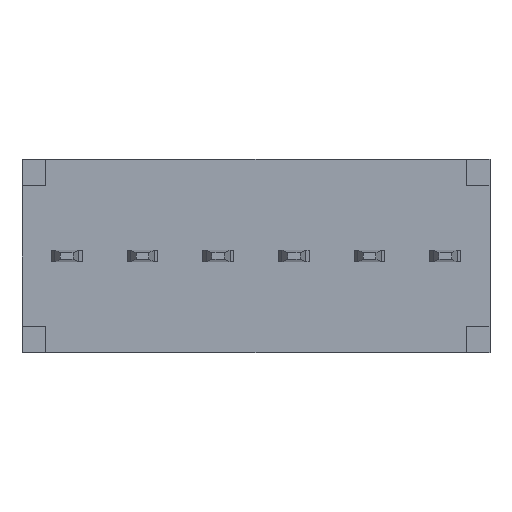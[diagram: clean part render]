
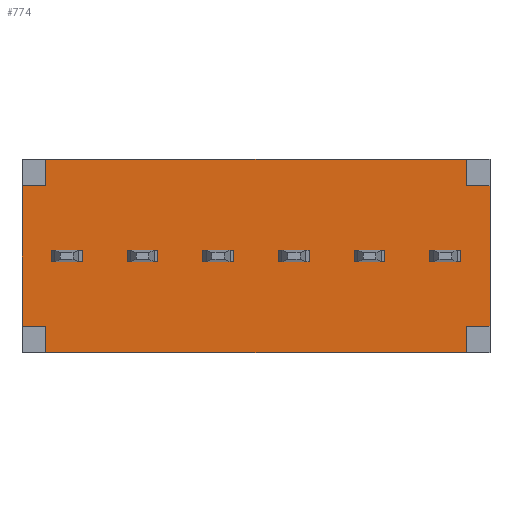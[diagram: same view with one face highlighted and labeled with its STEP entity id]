
A CAD part, front view. The second image highlights one B-rep face of the part: STEP entity #774.
In plain terms, the highlighted planar face has unit normal (0, -1, 0).
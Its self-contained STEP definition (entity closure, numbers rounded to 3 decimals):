
#6 = LINE ( 'NONE', #9555, #8172 ) ;
#292 = DIRECTION ( 'NONE',  ( -1., 0., 0. ) ) ;
#371 = CARTESIAN_POINT ( 'NONE',  ( 7.85, 4.1, 3.25 ) ) ;
#412 = EDGE_CURVE ( 'NONE', #6189, #1469, #9070, .T. ) ;
#440 = VERTEX_POINT ( 'NONE', #3608 ) ;
#645 = FACE_OUTER_BOUND ( 'NONE', #1204, .T. ) ;
#736 = VERTEX_POINT ( 'NONE', #8579 ) ;
#774 = ADVANCED_FACE ( 'NONE', ( #645 ), #1828, .F. ) ;
#999 = ORIENTED_EDGE ( 'NONE', *, *, #7153, .F. ) ;
#1013 = DIRECTION ( 'NONE',  ( 0., 0., 1. ) ) ;
#1204 = EDGE_LOOP ( 'NONE', ( #5199, #3993, #7608, #2140, #7794, #999, #3998, #1452, #8049, #6040, #4312, #7264 ) ) ;
#1452 = ORIENTED_EDGE ( 'NONE', *, *, #9635, .F. ) ;
#1469 = VERTEX_POINT ( 'NONE', #7452 ) ;
#1612 = CARTESIAN_POINT ( 'NONE',  ( 7.85, 4.1, 2.35 ) ) ;
#1646 = CARTESIAN_POINT ( 'NONE',  ( -7.05, 4.1, -2.35 ) ) ;
#1698 = DIRECTION ( 'NONE',  ( 0., 0., 1. ) ) ;
#1730 = DIRECTION ( 'NONE',  ( 0., 0., 1. ) ) ;
#1784 = EDGE_CURVE ( 'NONE', #8235, #9670, #6318, .T. ) ;
#1828 = PLANE ( 'NONE',  #10146 ) ;
#1916 = DIRECTION ( 'NONE',  ( 0., 0., -1. ) ) ;
#2083 = CARTESIAN_POINT ( 'NONE',  ( -7.05, 4.1, 2.35 ) ) ;
#2140 = ORIENTED_EDGE ( 'NONE', *, *, #5396, .F. ) ;
#2706 = EDGE_CURVE ( 'NONE', #1469, #5162, #5945, .T. ) ;
#2754 = CARTESIAN_POINT ( 'NONE',  ( 7.05, 4.1, 2.35 ) ) ;
#2906 = DIRECTION ( 'NONE',  ( 0., 0., -1. ) ) ;
#3267 = VECTOR ( 'NONE', #7994, 1000. ) ;
#3365 = LINE ( 'NONE', #2754, #6604 ) ;
#3608 = CARTESIAN_POINT ( 'NONE',  ( -7.05, 4.1, 3.25 ) ) ;
#3684 = CARTESIAN_POINT ( 'NONE',  ( 7.85, 4.1, -2.35 ) ) ;
#3804 = VECTOR ( 'NONE', #4796, 1000. ) ;
#3807 = EDGE_CURVE ( 'NONE', #4579, #7436, #6531, .T. ) ;
#3903 = VERTEX_POINT ( 'NONE', #1646 ) ;
#3993 = ORIENTED_EDGE ( 'NONE', *, *, #1784, .F. ) ;
#3998 = ORIENTED_EDGE ( 'NONE', *, *, #9765, .F. ) ;
#4164 = DIRECTION ( 'NONE',  ( 0., 1., 0. ) ) ;
#4176 = LINE ( 'NONE', #2083, #7388 ) ;
#4177 = CARTESIAN_POINT ( 'NONE',  ( 7.05, 4.1, -3.25 ) ) ;
#4312 = ORIENTED_EDGE ( 'NONE', *, *, #412, .F. ) ;
#4432 = CARTESIAN_POINT ( 'NONE',  ( 7.85, 4.1, 2.35 ) ) ;
#4579 = VERTEX_POINT ( 'NONE', #4432 ) ;
#4737 = EDGE_CURVE ( 'NONE', #3903, #6189, #8862, .T. ) ;
#4796 = DIRECTION ( 'NONE',  ( 1., 0., 0. ) ) ;
#4828 = VECTOR ( 'NONE', #2906, 1000. ) ;
#5162 = VERTEX_POINT ( 'NONE', #8414 ) ;
#5169 = CARTESIAN_POINT ( 'NONE',  ( -7.85, 4.1, 2.35 ) ) ;
#5199 = ORIENTED_EDGE ( 'NONE', *, *, #5201, .F. ) ;
#5201 = EDGE_CURVE ( 'NONE', #9670, #3903, #4176, .T. ) ;
#5310 = CARTESIAN_POINT ( 'NONE',  ( 7.05, 4.1, 3.25 ) ) ;
#5330 = VECTOR ( 'NONE', #7371, 1000. ) ;
#5396 = EDGE_CURVE ( 'NONE', #7436, #736, #5425, .T. ) ;
#5425 = LINE ( 'NONE', #5485, #8005 ) ;
#5485 = CARTESIAN_POINT ( 'NONE',  ( 7.85, 4.1, -2.35 ) ) ;
#5657 = CARTESIAN_POINT ( 'NONE',  ( 7.85, 4.1, 2.35 ) ) ;
#5760 = CARTESIAN_POINT ( 'NONE',  ( 7.85, 4.1, 2.35 ) ) ;
#5945 = LINE ( 'NONE', #7092, #3804 ) ;
#5964 = CARTESIAN_POINT ( 'NONE',  ( -7.85, 4.1, -2.35 ) ) ;
#6040 = ORIENTED_EDGE ( 'NONE', *, *, #2706, .F. ) ;
#6189 = VERTEX_POINT ( 'NONE', #5964 ) ;
#6318 = LINE ( 'NONE', #7408, #8528 ) ;
#6340 = DIRECTION ( 'NONE',  ( -1., 0., 0. ) ) ;
#6531 = LINE ( 'NONE', #1612, #9855 ) ;
#6604 = VECTOR ( 'NONE', #1916, 1000. ) ;
#6735 = DIRECTION ( 'NONE',  ( 0., 0., 1. ) ) ;
#6914 = LINE ( 'NONE', #371, #5330 ) ;
#7092 = CARTESIAN_POINT ( 'NONE',  ( 7.85, 4.1, 2.35 ) ) ;
#7108 = DIRECTION ( 'NONE',  ( 0., 0., -1. ) ) ;
#7153 = EDGE_CURVE ( 'NONE', #9833, #4579, #8826, .T. ) ;
#7158 = LINE ( 'NONE', #9955, #4828 ) ;
#7264 = ORIENTED_EDGE ( 'NONE', *, *, #4737, .F. ) ;
#7371 = DIRECTION ( 'NONE',  ( 1., 0., 0. ) ) ;
#7388 = VECTOR ( 'NONE', #6735, 1000. ) ;
#7408 = CARTESIAN_POINT ( 'NONE',  ( 7.85, 4.1, -3.25 ) ) ;
#7436 = VERTEX_POINT ( 'NONE', #9992 ) ;
#7452 = CARTESIAN_POINT ( 'NONE',  ( -7.85, 4.1, 2.35 ) ) ;
#7608 = ORIENTED_EDGE ( 'NONE', *, *, #8479, .F. ) ;
#7794 = ORIENTED_EDGE ( 'NONE', *, *, #3807, .F. ) ;
#7994 = DIRECTION ( 'NONE',  ( 1., 0., 0. ) ) ;
#8005 = VECTOR ( 'NONE', #6340, 1000. ) ;
#8049 = ORIENTED_EDGE ( 'NONE', *, *, #9563, .F. ) ;
#8166 = CARTESIAN_POINT ( 'NONE',  ( -7.05, 4.1, -3.25 ) ) ;
#8172 = VECTOR ( 'NONE', #1698, 1000. ) ;
#8235 = VERTEX_POINT ( 'NONE', #4177 ) ;
#8414 = CARTESIAN_POINT ( 'NONE',  ( -7.05, 4.1, 2.35 ) ) ;
#8479 = EDGE_CURVE ( 'NONE', #736, #8235, #3365, .T. ) ;
#8500 = VECTOR ( 'NONE', #10109, 1000. ) ;
#8528 = VECTOR ( 'NONE', #292, 1000. ) ;
#8579 = CARTESIAN_POINT ( 'NONE',  ( 7.05, 4.1, -2.35 ) ) ;
#8801 = VECTOR ( 'NONE', #1013, 1000. ) ;
#8826 = LINE ( 'NONE', #5657, #3267 ) ;
#8862 = LINE ( 'NONE', #3684, #8500 ) ;
#9070 = LINE ( 'NONE', #5169, #8801 ) ;
#9137 = VERTEX_POINT ( 'NONE', #5310 ) ;
#9555 = CARTESIAN_POINT ( 'NONE',  ( -7.05, 4.1, 2.35 ) ) ;
#9563 = EDGE_CURVE ( 'NONE', #5162, #440, #6, .T. ) ;
#9635 = EDGE_CURVE ( 'NONE', #440, #9137, #6914, .T. ) ;
#9670 = VERTEX_POINT ( 'NONE', #8166 ) ;
#9765 = EDGE_CURVE ( 'NONE', #9137, #9833, #7158, .T. ) ;
#9833 = VERTEX_POINT ( 'NONE', #10152 ) ;
#9855 = VECTOR ( 'NONE', #7108, 1000. ) ;
#9955 = CARTESIAN_POINT ( 'NONE',  ( 7.05, 4.1, 2.35 ) ) ;
#9992 = CARTESIAN_POINT ( 'NONE',  ( 7.85, 4.1, -2.35 ) ) ;
#10109 = DIRECTION ( 'NONE',  ( -1., 0., 0. ) ) ;
#10146 = AXIS2_PLACEMENT_3D ( 'NONE', #5760, #4164, #1730 ) ;
#10152 = CARTESIAN_POINT ( 'NONE',  ( 7.05, 4.1, 2.35 ) ) ;
